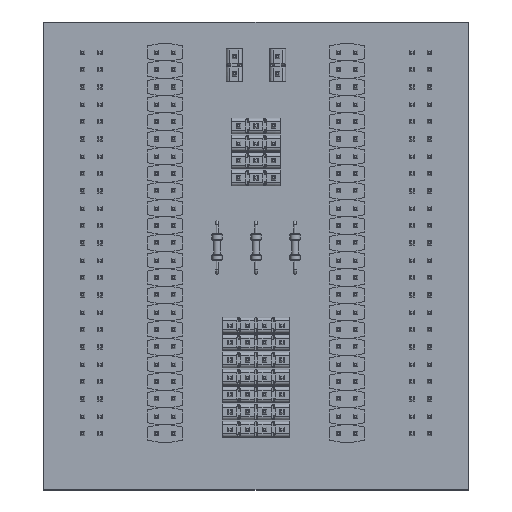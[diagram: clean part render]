
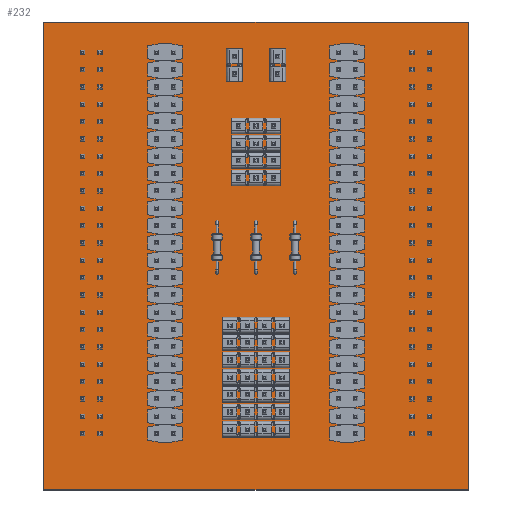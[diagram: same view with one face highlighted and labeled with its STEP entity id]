
A CAD part, top view. The second image highlights one B-rep face of the part: STEP entity #232.
In plain terms, the highlighted planar face has unit normal (0, 0, 1).
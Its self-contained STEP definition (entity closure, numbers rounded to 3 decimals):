
#113 = VERTEX_POINT('',#114);
#114 = CARTESIAN_POINT('',(-3.81,-3.81,0.));
#131 = VERTEX_POINT('',#132);
#132 = CARTESIAN_POINT('',(58.42,-3.81,0.));
#138 = EDGE_CURVE('',#113,#131,#139,.T.);
#139 = LINE('',#140,#141);
#140 = CARTESIAN_POINT('',(-3.81,-3.81,0.));
#141 = VECTOR('',#142,1.);
#142 = DIRECTION('',(1.,0.,0.));
#162 = VERTEX_POINT('',#163);
#163 = CARTESIAN_POINT('',(58.42,64.77,0.));
#169 = EDGE_CURVE('',#131,#162,#170,.T.);
#170 = LINE('',#171,#172);
#171 = CARTESIAN_POINT('',(58.42,-3.81,0.));
#172 = VECTOR('',#173,1.);
#173 = DIRECTION('',(0.,1.,0.));
#193 = VERTEX_POINT('',#194);
#194 = CARTESIAN_POINT('',(-3.81,64.77,0.));
#200 = EDGE_CURVE('',#162,#193,#201,.T.);
#201 = LINE('',#202,#203);
#202 = CARTESIAN_POINT('',(58.42,64.77,0.));
#203 = VECTOR('',#204,1.);
#204 = DIRECTION('',(-1.,0.,0.));
#222 = EDGE_CURVE('',#193,#113,#223,.T.);
#223 = LINE('',#224,#225);
#224 = CARTESIAN_POINT('',(-3.81,64.77,0.));
#225 = VECTOR('',#226,1.);
#226 = DIRECTION('',(0.,-1.,0.));
#232 = ADVANCED_FACE('',(#233),#239,.F.);
#233 = FACE_BOUND('',#234,.T.);
#234 = EDGE_LOOP('',(#235,#236,#237,#238));
#235 = ORIENTED_EDGE('',*,*,#138,.T.);
#236 = ORIENTED_EDGE('',*,*,#169,.T.);
#237 = ORIENTED_EDGE('',*,*,#200,.T.);
#238 = ORIENTED_EDGE('',*,*,#222,.T.);
#239 = PLANE('',#240);
#240 = AXIS2_PLACEMENT_3D('',#241,#242,#243);
#241 = CARTESIAN_POINT('',(-3.81,-3.81,0.));
#242 = DIRECTION('',(0.,0.,-1.));
#243 = DIRECTION('',(-1.,0.,0.));
